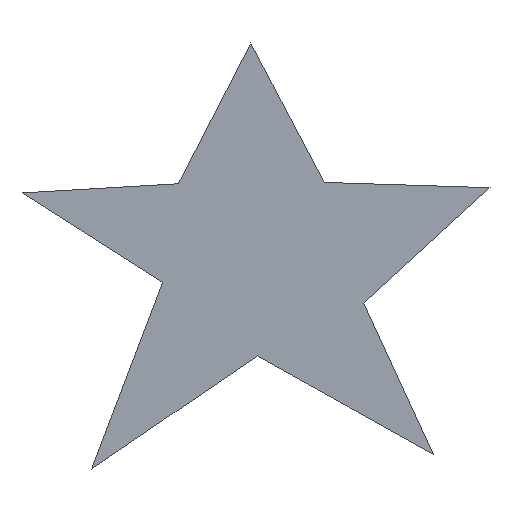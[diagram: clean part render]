
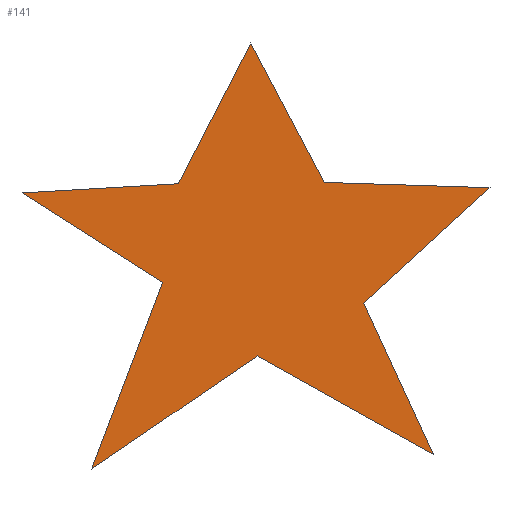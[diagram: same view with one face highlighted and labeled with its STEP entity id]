
A CAD part, top view. The second image highlights one B-rep face of the part: STEP entity #141.
In plain terms, the highlighted planar face has unit normal (0, 0, 1).
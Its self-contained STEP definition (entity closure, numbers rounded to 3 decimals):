
#64=CARTESIAN_POINT('#64',(-26.799,28.287,0.0));
#65=VERTEX_POINT('',#64);
#66=CARTESIAN_POINT('#66',(-85.855,24.813,0.0));
#67=VERTEX_POINT('',#66);
#68=CARTESIAN_POINT('#68',(-32.754,-8.933,0.0));
#69=VERTEX_POINT('',#68);
#70=CARTESIAN_POINT('#70',(-59.552,-79.403,0.0));
#71=VERTEX_POINT('',#70);
#72=CARTESIAN_POINT('#72',(2.978,-36.724,0.0));
#73=VERTEX_POINT('',#72);
#74=CARTESIAN_POINT('#74',(69.478,-73.944,0.0));
#75=VERTEX_POINT('',#74);
#76=CARTESIAN_POINT('#76',(43.175,-16.873,0.0));
#77=VERTEX_POINT('',#76);
#78=CARTESIAN_POINT('#78',(90.817,26.799,0.0));
#79=VERTEX_POINT('',#78);
#80=CARTESIAN_POINT('#80',(28.287,28.784,0.0));
#81=VERTEX_POINT('',#80);
#82=CARTESIAN_POINT('#82',(0.51,81.415,0.0));
#83=VERTEX_POINT('',#82);
#84=CARTESIAN_POINT('#84',(-26.799,28.287,0.0));
#85=CARTESIAN_POINT('#85',(-85.855,24.813,0.0));
#86=B_SPLINE_CURVE_WITH_KNOTS('',1,(#84,#85),.UNSPECIFIED.,.F.,.F.,(2,2)
,(0.0,1.0),.UNSPECIFIED.);
#87=CARTESIAN_POINT('#87',(-85.855,24.813,0.0));
#88=CARTESIAN_POINT('#88',(-32.754,-8.933,0.0));
#89=B_SPLINE_CURVE_WITH_KNOTS('',1,(#87,#88),.UNSPECIFIED.,.F.,.F.,(2,2)
,(0.0,1.0),.UNSPECIFIED.);
#90=CARTESIAN_POINT('#90',(-32.754,-8.933,0.0));
#91=CARTESIAN_POINT('#91',(-59.552,-79.403,0.0));
#92=B_SPLINE_CURVE_WITH_KNOTS('',1,(#90,#91),.UNSPECIFIED.,.F.,.F.,(2,2)
,(0.0,1.0),.UNSPECIFIED.);
#93=CARTESIAN_POINT('#93',(-59.552,-79.403,0.0));
#94=CARTESIAN_POINT('#94',(2.978,-36.724,0.0));
#95=B_SPLINE_CURVE_WITH_KNOTS('',1,(#93,#94),.UNSPECIFIED.,.F.,.F.,(2,2)
,(0.0,1.0),.UNSPECIFIED.);
#96=CARTESIAN_POINT('#96',(2.978,-36.724,0.0));
#97=CARTESIAN_POINT('#97',(69.478,-73.944,0.0));
#98=B_SPLINE_CURVE_WITH_KNOTS('',1,(#96,#97),.UNSPECIFIED.,.F.,.F.,(2,2)
,(0.0,1.0),.UNSPECIFIED.);
#99=CARTESIAN_POINT('#99',(69.478,-73.944,0.0));
#100=CARTESIAN_POINT('#100',(43.175,-16.873,0.0));
#101=B_SPLINE_CURVE_WITH_KNOTS('',1,(#99,#100),.UNSPECIFIED.,.F.,.F.,(2,
2),(0.0,1.0),.UNSPECIFIED.);
#102=CARTESIAN_POINT('#102',(43.175,-16.873,0.0));
#103=CARTESIAN_POINT('#103',(90.817,26.799,0.0));
#104=B_SPLINE_CURVE_WITH_KNOTS('',1,(#102,#103),.UNSPECIFIED.,.F.,.F.,(2
,2),(0.0,1.0),.UNSPECIFIED.);
#105=CARTESIAN_POINT('#105',(90.817,26.799,0.0));
#106=CARTESIAN_POINT('#106',(28.287,28.784,0.0));
#107=B_SPLINE_CURVE_WITH_KNOTS('',1,(#105,#106),.UNSPECIFIED.,.F.,.F.,(2
,2),(0.0,1.0),.UNSPECIFIED.);
#108=CARTESIAN_POINT('#108',(28.287,28.784,0.0));
#109=CARTESIAN_POINT('#109',(0.51,81.415,0.0));
#110=B_SPLINE_CURVE_WITH_KNOTS('',1,(#108,#109),.UNSPECIFIED.,.F.,.F.,(2
,2),(0.0,1.0),.UNSPECIFIED.);
#111=CARTESIAN_POINT('#111',(0.51,81.415,0.0));
#112=CARTESIAN_POINT('#112',(-26.799,28.287,0.0));
#113=B_SPLINE_CURVE_WITH_KNOTS('',1,(#111,#112),.UNSPECIFIED.,.F.,.F.,(2
,2),(0.0,1.0),.UNSPECIFIED.);
#114=EDGE_CURVE('',#65,#67,#86,.T.);
#115=EDGE_CURVE('',#67,#69,#89,.T.);
#116=EDGE_CURVE('',#69,#71,#92,.T.);
#117=EDGE_CURVE('',#71,#73,#95,.T.);
#118=EDGE_CURVE('',#73,#75,#98,.T.);
#119=EDGE_CURVE('',#75,#77,#101,.T.);
#120=EDGE_CURVE('',#77,#79,#104,.T.);
#121=EDGE_CURVE('',#79,#81,#107,.T.);
#122=EDGE_CURVE('',#81,#83,#110,.T.);
#123=EDGE_CURVE('',#83,#65,#113,.T.);
#124=ORIENTED_EDGE('#124',*,*,#114,.T.);
#125=ORIENTED_EDGE('#125',*,*,#115,.T.);
#126=ORIENTED_EDGE('#126',*,*,#116,.T.);
#127=ORIENTED_EDGE('#127',*,*,#117,.T.);
#128=ORIENTED_EDGE('#128',*,*,#118,.T.);
#129=ORIENTED_EDGE('#129',*,*,#119,.T.);
#130=ORIENTED_EDGE('#130',*,*,#120,.T.);
#131=ORIENTED_EDGE('#131',*,*,#121,.T.);
#132=ORIENTED_EDGE('#132',*,*,#122,.T.);
#133=ORIENTED_EDGE('#133',*,*,#123,.T.);
#134=EDGE_LOOP('#134',(#124,#125,#126,#127,#128,#129,#130,#131,#132,#133
));
#135=FACE_OUTER_BOUND('#135',#134,.T.);
#136=CARTESIAN_POINT('#136',(0.0,0.0,0.0));
#137=DIRECTION('#137',(0.0,0.0,1.0));
#138=DIRECTION('#138',(0.0,1.0,0.0));
#139=AXIS2_PLACEMENT_3D('#139',#136,#137,#138);
#140=PLANE('',#139);
#141=ADVANCED_FACE('',(#135),#140,.T.);
